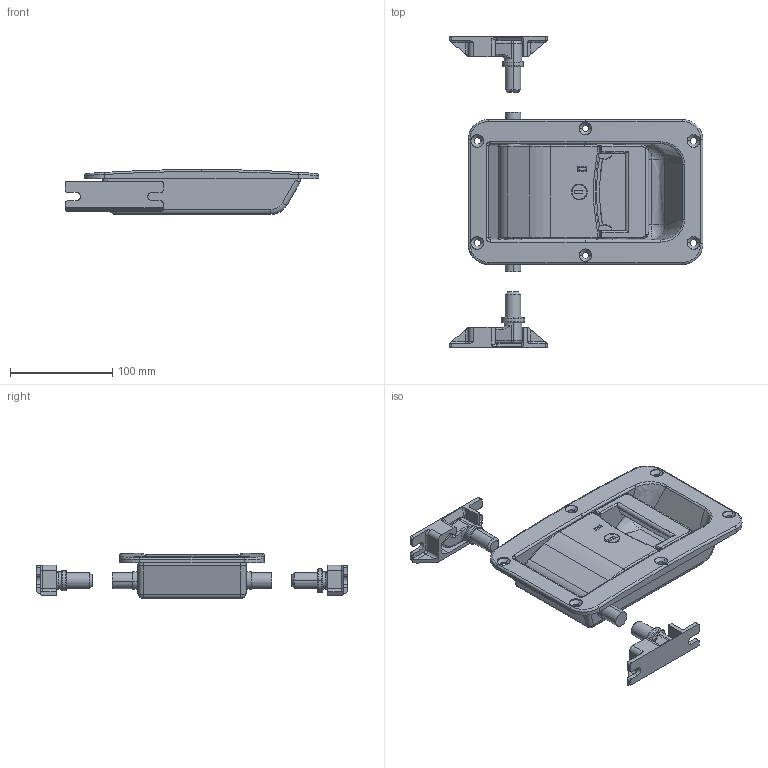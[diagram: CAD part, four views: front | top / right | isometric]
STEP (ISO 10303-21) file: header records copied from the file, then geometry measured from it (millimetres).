
FILE_DESCRIPTION (( 'STEP AP203' ), '1' );
FILE_NAME ('FA-816-1-B.STEP', '2010-08-30T07:19:59', ( ' ' ), ( ' ' ), 'SwSTEP 2.0', 'SolidWorks 2008', '' );
FILE_SCHEMA (( 'CONFIG_CONTROL_DESIGN' ));
Length unit declared in the file: millimetre
Products named in the file (13): T0230儘乕僞乕_岞_棉太倌; FA-816-1-B; シャッター_ﾃﾞﾌｫﾙﾄ; FA-1815-S-1_-2僼僢僋__FA-1815-S-2-L; FA-1815-S-1_-2僉乕僷乕__L; FA-816-1拸蹬灶蹬怮椔; FA-816-1硱獉_蹬怮椔; FA-816-1忡巍揕蹬怮椔; A-816毆挈暊A_蹬怮椔; T0230僉儍僢僾_岞_棉太倌; FA-861-1翌毆僭幫_蹬怮椔; FA-1815-S-1_-2僉乕僷乕__R; FA-1815-S-1_-2僼僢僋__FA-1815-S-2-R
Assembly tree (13 placements, depth 3):
  FA-816-1-B
    FA-1815-S-1_-2僉乕僷乕__L
    A-816毆挈暊A_蹬怮椔  x2
    FA-1815-S-1_-2僼僢僋__FA-1815-S-2-L
    FA-816-1拸蹬灶蹬怮椔
    FA-861-1翌毆僭幫_蹬怮椔
    FA-816-1硱獉_蹬怮椔
    FA-1815-S-1_-2僉乕僷乕__R
    FA-816-1忡巍揕蹬怮椔
    FA-1815-S-1_-2僼僢僋__FA-1815-S-2-R
    T0230儘乕僞乕_岞_棉太倌
      T0230僉儍僢僾_岞_棉太倌
      シャッター_ﾃﾞﾌｫﾙﾄ
Bounding box: 248.5 x 305 x 44.14 mm (x, y, z)
Volume: 517638.9 mm3; surface area: 204707.1 mm2
Topology: 12 solids, 12 shells, 723 faces, 1809 edges, 1102 vertices
Faces by surface type: cylinder 303, plane 240, torus 97, bspline 43, cone 24, sphere 16
Entity records: 25584 total; most frequent: CARTESIAN_POINT 7360, DIRECTION 3608, ORIENTED_EDGE 3530, EDGE_CURVE 1765, AXIS2_PLACEMENT_3D 1384, VERTEX_POINT 1090, VECTOR 840, LINE 840
